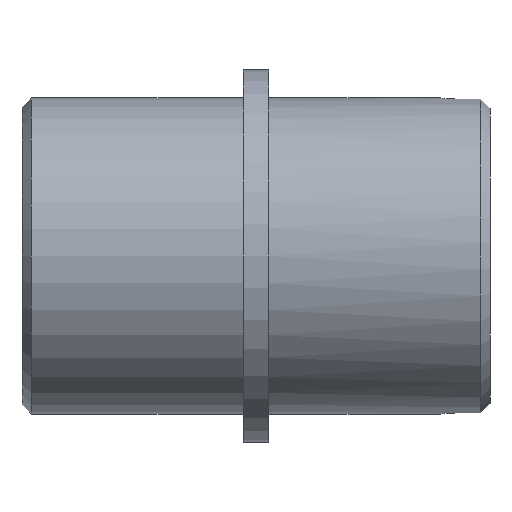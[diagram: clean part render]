
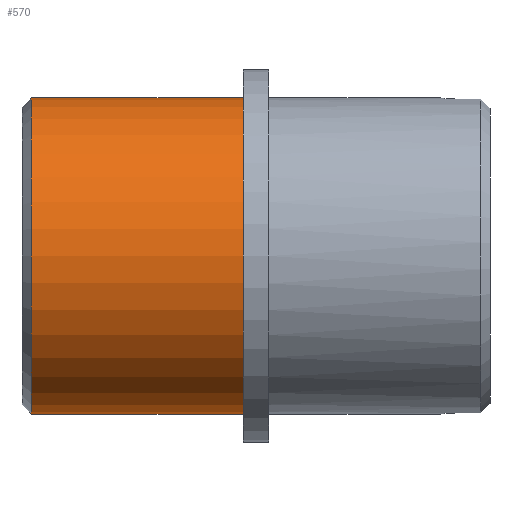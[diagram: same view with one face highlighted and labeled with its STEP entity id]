
A CAD part, front view. The second image highlights one B-rep face of the part: STEP entity #570.
In plain terms, the highlighted cylindrical face has radius 25 mm (diameter 50 mm), a partial arc.
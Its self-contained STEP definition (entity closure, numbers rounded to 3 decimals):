
#92 = CARTESIAN_POINT ( 'NONE',  ( 35., 0., 25. ) ) ;
#97 = CARTESIAN_POINT ( 'NONE',  ( 35., 0., -25. ) ) ;
#101 = CARTESIAN_POINT ( 'NONE',  ( 1.5, 0., 25. ) ) ;
#103 = CARTESIAN_POINT ( 'NONE',  ( 1.5, 0., -25. ) ) ;
#236 = CARTESIAN_POINT ( 'NONE',  ( 0., 0., 0. ) ) ;
#238 = DIRECTION ( 'NONE',  ( -1., 0., 0. ) ) ;
#240 = DIRECTION ( 'NONE',  ( 0., 0., 1. ) ) ;
#333 = DIRECTION ( 'NONE',  ( 0., 0., -1. ) ) ;
#334 = DIRECTION ( 'NONE',  ( 1., 0., 0. ) ) ;
#335 = CARTESIAN_POINT ( 'NONE',  ( 1.5, 0., 0. ) ) ;
#338 = DIRECTION ( 'NONE',  ( 0., 0., 1. ) ) ;
#339 = DIRECTION ( 'NONE',  ( -1., 0., 0. ) ) ;
#340 = CARTESIAN_POINT ( 'NONE',  ( 35., 0., 0. ) ) ;
#436 = AXIS2_PLACEMENT_3D ( 'NONE', #236, #238, #240 ) ;
#451 = AXIS2_PLACEMENT_3D ( 'NONE', #335, #334, #333 ) ;
#453 = AXIS2_PLACEMENT_3D ( 'NONE', #340, #339, #338 ) ;
#496 = EDGE_CURVE ( 'NONE', #955, #956, #920, .T. ) ;
#497 = EDGE_CURVE ( 'NONE', #962, #952, #919, .T. ) ;
#544 = EDGE_CURVE ( 'NONE', #955, #962, #855, .T. ) ;
#545 = EDGE_CURVE ( 'NONE', #952, #956, #854, .T. ) ;
#570 = ADVANCED_FACE ( 'NONE', ( #817 ), #813, .T. ) ;
#695 = DIRECTION ( 'NONE',  ( -1., 0., 0. ) ) ;
#697 = CARTESIAN_POINT ( 'NONE',  ( 0., 0., 25. ) ) ;
#701 = CARTESIAN_POINT ( 'NONE',  ( 0., 0., -25. ) ) ;
#706 = DIRECTION ( 'NONE',  ( -1., 0., 0. ) ) ;
#813 = CYLINDRICAL_SURFACE ( 'NONE', #436, 25. ) ;
#817 = FACE_OUTER_BOUND ( 'NONE', #1023, .T. ) ;
#854 = CIRCLE ( 'NONE', #451, 25. ) ;
#855 = CIRCLE ( 'NONE', #453, 25. ) ;
#916 = VECTOR ( 'NONE', #695, 1000. ) ;
#918 = VECTOR ( 'NONE', #706, 1000. ) ;
#919 = LINE ( 'NONE', #697, #916 ) ;
#920 = LINE ( 'NONE', #701, #918 ) ;
#952 = VERTEX_POINT ( 'NONE', #101 ) ;
#955 = VERTEX_POINT ( 'NONE', #97 ) ;
#956 = VERTEX_POINT ( 'NONE', #103 ) ;
#962 = VERTEX_POINT ( 'NONE', #92 ) ;
#1023 = EDGE_LOOP ( 'NONE', ( #1157, #1158, #1159, #1160 ) ) ;
#1157 = ORIENTED_EDGE ( 'NONE', *, *, #496, .F. ) ;
#1158 = ORIENTED_EDGE ( 'NONE', *, *, #544, .T. ) ;
#1159 = ORIENTED_EDGE ( 'NONE', *, *, #497, .T. ) ;
#1160 = ORIENTED_EDGE ( 'NONE', *, *, #545, .T. ) ;
